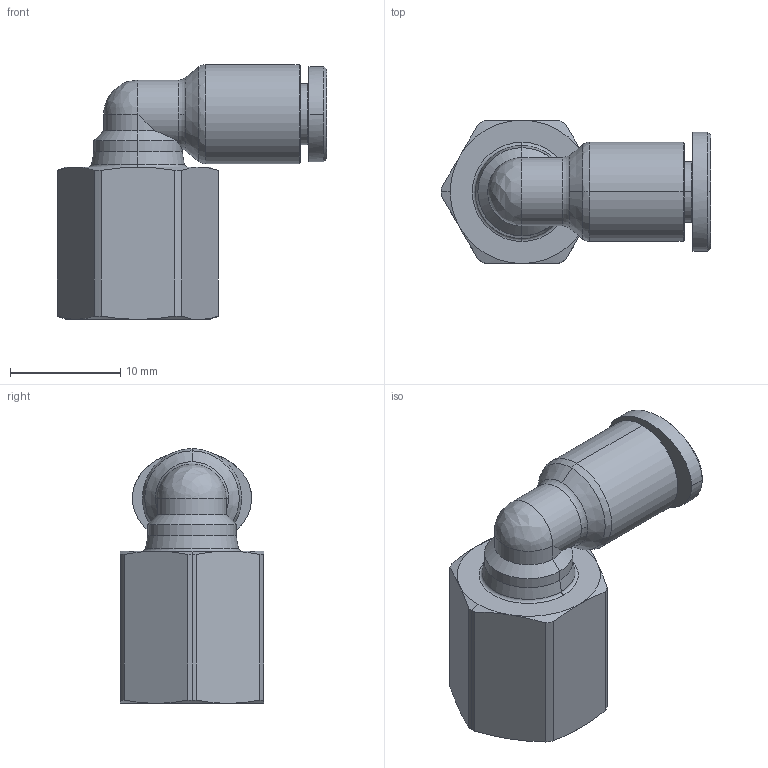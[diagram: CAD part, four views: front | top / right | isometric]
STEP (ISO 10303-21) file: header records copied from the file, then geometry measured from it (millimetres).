
FILE_DESCRIPTION (( 'STEP AP214' ), '1' );
FILE_NAME ('PLF04-G01.stp', '2015-09-22T07:18:36', ( '' ), ( '' ), 'SwSTEP 2.0', 'SolidWorks 2015', '' );
FILE_SCHEMA (( 'AUTOMOTIVE_DESIGN' ));
Length unit declared in the file: millimetre
Products named in the file (2): ｦ+ﾃｦ1; PLF04-G01
Assembly tree (1 placements, depth 2):
  PLF04-G01
    ｦ+ﾃｦ1
Bounding box: 24.4 x 13 x 23.1 mm (x, y, z)
Volume: 2378.9 mm3; surface area: 1970.6 mm2
Topology: 1 solids, 1 shells, 434 faces, 1210 edges, 796 vertices
Faces by surface type: plane 339, bspline 33, cylinder 29, cone 29, torus 4
Entity records: 15245 total; most frequent: CARTESIAN_POINT 3680, ORIENTED_EDGE 2418, DIRECTION 2017, EDGE_CURVE 1209, VECTOR 1001, LINE 1001, VERTEX_POINT 796, AXIS2_PLACEMENT_3D 508
